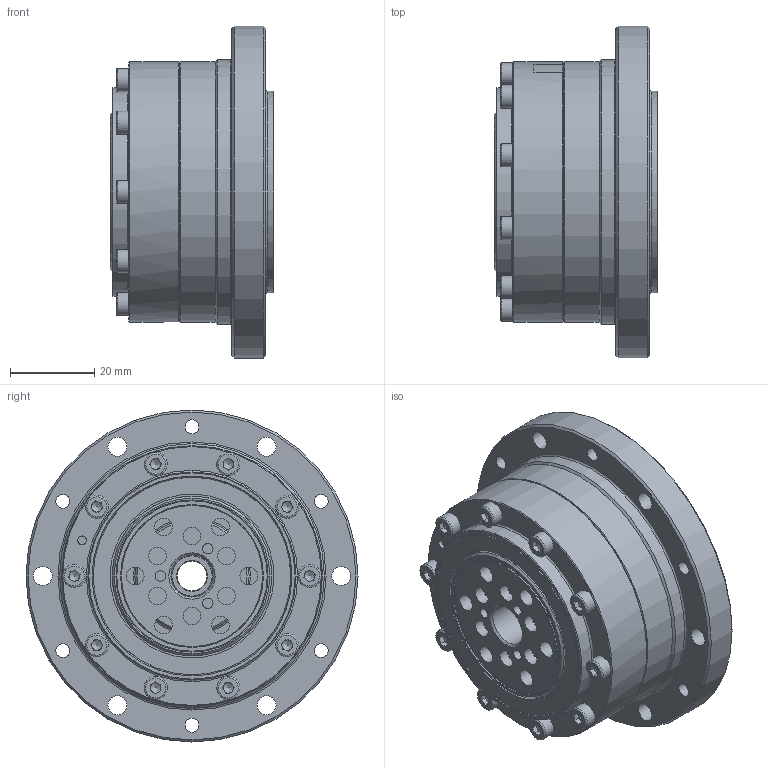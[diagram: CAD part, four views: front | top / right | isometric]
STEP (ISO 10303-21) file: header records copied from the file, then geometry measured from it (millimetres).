
FILE_DESCRIPTION(/* description */ ('STEP AP242','CAx-IF Rec.Pracs.---Representation and Presentation of Product Manufacturing Information (PMI)---4.0---2014-10-13','CAx-IF Rec.Pracs.---3D Tessellated Geometry---0.4---2014-09-14','2;1'),/* implementation_level */ '2;1');
FILE_NAME(/* name */ '688779f7bc425d248bb65208',/* time_stamp */ '2025-07-28T13:24:08Z',/* author */ (''),/* organization */ (''),/* preprocessor_version */ 'ST-DEVELOPER v20',/* originating_system */ 'ONSHAPE BY PTC INC, 1.201',/* authorisation */ ' ');
FILE_SCHEMA (('AP242_MANAGED_MODEL_BASED_3D_ENGINEERING_MIM_LF { 1 0 10303 442 1 1 4 }'));
Length unit declared in the file: metre
Products named in the file (17): CS-17-II; hexagon socket head cap screws gb_GB_FASTENER_SCREWS_HSHCS M3X20-C; 17??????; 17-??; 3x11??; hexagon socket head cap screws gb_GB_FASTENER_SCREWS_HSHCS M5X16-C; 17-???? <1>; 17????; ??-SF-17; ????-??-?3; 17-??????; ????-??-CS-17; hexagon socket head cap screws gb_GB_FASTENER_SCREWS_HSHCS M2.5X8-C
Assembly tree (75 placements, depth 3):
  CS-17-II
    hexagon socket head cap screws gb_GB_FASTENER_SCREWS_HSHCS M3X20-C  x10
    17??????
    17-??
    3x11??  x3
    hexagon socket head cap screws gb_GB_FASTENER_SCREWS_HSHCS M5X16-C  x6
    17-??
    17-???? <1>
      17????
      ??-SF-17
    17-???? <1>
      ????-??-?3  x44
      17-??????
      17-??????
      17-??????
      ????-??-CS-17
      hexagon socket head cap screws gb_GB_FASTENER_SCREWS_HSHCS M2.5X8-C
Bounding box: 39 x 79 x 79 mm (x, y, z)
Volume: 91649 mm3; surface area: 65240.3 mm2
Topology: 73 solids, 73 shells, 857 faces, 1722 edges, 1058 vertices
Faces by surface type: plane 411, cylinder 204, cone 185, torus 54, bspline 3
Full cylindrical faces by diameter (mm): 2.05 x1, 2.5 x16, 2.9 x1, 3 x63, 3.3 x8, 3.5 x10, 4.2 x12, 4.5 x7, 5 x7, 5.5 x22, 7 x1, 8.5 x6, 10 x3, 18 x1, 27.2 x1, 28.6 x1, 29 x1, 30.3 x1, 32.684 x2, 33.8 x1, 34 x1, 36 x1, 37.5 x1, 38 x2, 39 x1, 39.436 x2, 41.6 x2, 41.722 x2, 42.324 x1, 42.666 x1
Entity records: 10781 total; most frequent: CARTESIAN_POINT 2465, DIRECTION 1727, ORIENTED_EDGE 1032, AXIS2_PLACEMENT_3D 803, FACE_BOUND 753, EDGE_LOOP 740, EDGE_CURVE 516, VERTEX_POINT 461
